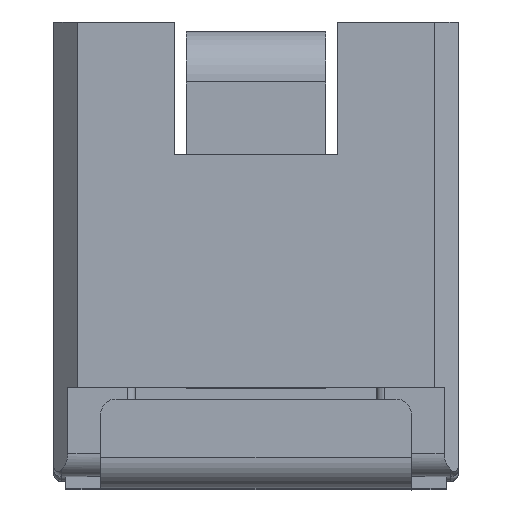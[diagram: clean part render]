
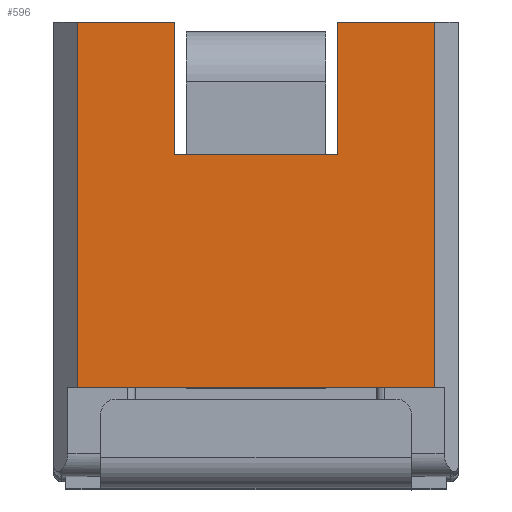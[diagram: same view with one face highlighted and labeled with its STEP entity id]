
A CAD part, top view. The second image highlights one B-rep face of the part: STEP entity #596.
In plain terms, the highlighted planar face has unit normal (0, 0, 1).
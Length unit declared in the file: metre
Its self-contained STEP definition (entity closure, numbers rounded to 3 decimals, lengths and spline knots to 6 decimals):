
#596 = ADVANCED_FACE( 'NONE', ( #1466 ), #1467, .F. );
#1466 = FACE_OUTER_BOUND( '', #2760, .T. );
#1467 = PLANE( '', #2761 );
#2760 = EDGE_LOOP( '', ( #5037, #5038, #5039, #5040, #5041, #5042, #5043, #5044 ) );
#2761 = AXIS2_PLACEMENT_3D( '', #5045, #5046, #5047 );
#5037 = ORIENTED_EDGE( '', *, *, #8240, .T. );
#5038 = ORIENTED_EDGE( '', *, *, #8241, .T. );
#5039 = ORIENTED_EDGE( '', *, *, #8242, .T. );
#5040 = ORIENTED_EDGE( '', *, *, #8243, .T. );
#5041 = ORIENTED_EDGE( '', *, *, #8056, .T. );
#5042 = ORIENTED_EDGE( '', *, *, #8223, .T. );
#5043 = ORIENTED_EDGE( '', *, *, #8244, .F. );
#5044 = ORIENTED_EDGE( '', *, *, #8245, .F. );
#5045 = CARTESIAN_POINT( '', ( 0.0026, 0.0047, 0.00595 ) );
#5046 = DIRECTION( '', ( 0., 0., -1. ) );
#5047 = DIRECTION( '', ( -1., 0., 0. ) );
#8056 = EDGE_CURVE( 'NONE', #9816, #9814, #9817, .T. );
#8223 = EDGE_CURVE( 'NONE', #9814, #10086, #10088, .T. );
#8240 = EDGE_CURVE( 'NONE', #10108, #10109, #10110, .T. );
#8241 = EDGE_CURVE( 'NONE', #10109, #10111, #10112, .T. );
#8242 = EDGE_CURVE( 'NONE', #10111, #10113, #10114, .T. );
#8243 = EDGE_CURVE( 'NONE', #10113, #9816, #10115, .T. );
#8244 = EDGE_CURVE( 'NONE', #10116, #10086, #10117, .T. );
#8245 = EDGE_CURVE( 'NONE', #10108, #10116, #10118, .T. );
#9814 = VERTEX_POINT( 'NONE', #12520 );
#9816 = VERTEX_POINT( 'NONE', #12523 );
#9817 = LINE( '', #12524, #12525 );
#10086 = VERTEX_POINT( 'NONE', #12965 );
#10088 = LINE( '', #12968, #12969 );
#10108 = VERTEX_POINT( 'NONE', #12997 );
#10109 = VERTEX_POINT( 'NONE', #12998 );
#10110 = LINE( '', #12999, #13000 );
#10111 = VERTEX_POINT( 'NONE', #13001 );
#10112 = LINE( '', #13002, #13003 );
#10113 = VERTEX_POINT( 'NONE', #13004 );
#10114 = LINE( '', #13005, #13006 );
#10115 = LINE( '', #13007, #13008 );
#10116 = VERTEX_POINT( 'NONE', #13009 );
#10117 = LINE( '', #13010, #13011 );
#10118 = LINE( '', #13012, #13013 );
#12520 = CARTESIAN_POINT( '', ( 0.00105, 0.0047, 0.00595 ) );
#12523 = CARTESIAN_POINT( '', ( 0.0023, 0.0047, 0.00595 ) );
#12524 = CARTESIAN_POINT( '', ( 0.0026, 0.0047, 0.00595 ) );
#12525 = VECTOR( '', #15450, 1. );
#12965 = CARTESIAN_POINT( '', ( 0.00105, 0.003, 0.00595 ) );
#12968 = CARTESIAN_POINT( '', ( 0.00105, 0.0047, 0.00595 ) );
#12969 = VECTOR( '', #15625, 1. );
#12997 = CARTESIAN_POINT( '', ( -0.00105, 0.0047, 0.00595 ) );
#12998 = CARTESIAN_POINT( '', ( -0.0023, 0.0047, 0.00595 ) );
#12999 = CARTESIAN_POINT( '', ( 0.0026, 0.0047, 0.00595 ) );
#13000 = VECTOR( '', #15643, 1. );
#13001 = CARTESIAN_POINT( '', ( -0.0023, 0., 0.00595 ) );
#13002 = CARTESIAN_POINT( '', ( -0.0023, 0.0047, 0.00595 ) );
#13003 = VECTOR( '', #15644, 1. );
#13004 = CARTESIAN_POINT( '', ( 0.0023, 0., 0.00595 ) );
#13005 = CARTESIAN_POINT( '', ( -0.0026, 0., 0.00595 ) );
#13006 = VECTOR( '', #15645, 1. );
#13007 = CARTESIAN_POINT( '', ( 0.0023, 0.0047, 0.00595 ) );
#13008 = VECTOR( '', #15646, 1. );
#13009 = CARTESIAN_POINT( '', ( -0.00105, 0.003, 0.00595 ) );
#13010 = CARTESIAN_POINT( '', ( -0.00105, 0.003, 0.00595 ) );
#13011 = VECTOR( '', #15647, 1. );
#13012 = CARTESIAN_POINT( '', ( -0.00105, 0.0047, 0.00595 ) );
#13013 = VECTOR( '', #15648, 1. );
#15450 = DIRECTION( '', ( -1., 0., 0. ) );
#15625 = DIRECTION( '', ( 0., -1., 0. ) );
#15643 = DIRECTION( '', ( -1., 0., 0. ) );
#15644 = DIRECTION( '', ( 0., -1., 0. ) );
#15645 = DIRECTION( '', ( 1., 0., 0. ) );
#15646 = DIRECTION( '', ( 0., 1., 0. ) );
#15647 = DIRECTION( '', ( 1., 0., 0. ) );
#15648 = DIRECTION( '', ( 0., -1., 0. ) );
